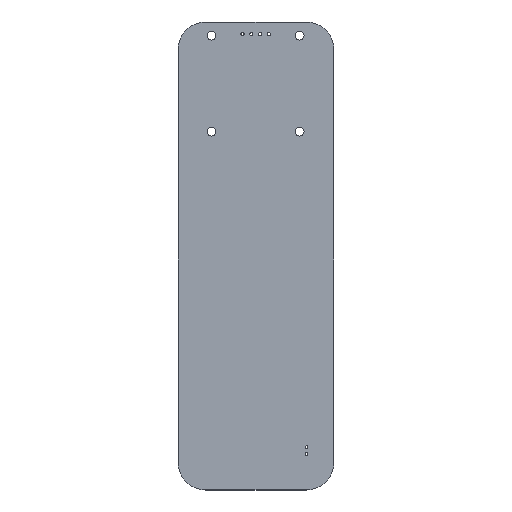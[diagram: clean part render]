
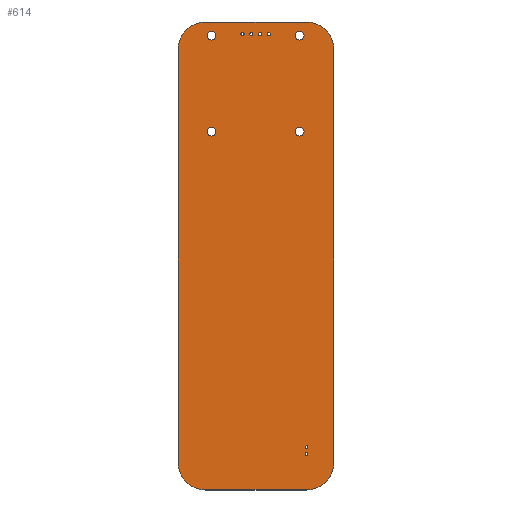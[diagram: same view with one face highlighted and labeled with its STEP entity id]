
A CAD part, top view. The second image highlights one B-rep face of the part: STEP entity #614.
In plain terms, the highlighted planar face has unit normal (0, 0, 1).
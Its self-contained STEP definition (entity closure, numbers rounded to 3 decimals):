
#33 = VERTEX_POINT('',#34);
#34 = CARTESIAN_POINT('',(60.9,-33.85,0.));
#52 = VERTEX_POINT('',#53);
#53 = CARTESIAN_POINT('',(68.9,-25.85,0.));
#59 = EDGE_CURVE('',#33,#52,#60,.T.);
#60 = CIRCLE('',#61,8.);
#61 = AXIS2_PLACEMENT_3D('',#62,#63,#64);
#62 = CARTESIAN_POINT('',(68.9,-33.85,0.));
#63 = DIRECTION('',(0.,0.,-1.));
#64 = DIRECTION('',(-1.,0.,0.));
#84 = VERTEX_POINT('',#85);
#85 = CARTESIAN_POINT('',(60.9,-152.85,0.));
#91 = EDGE_CURVE('',#33,#84,#92,.T.);
#92 = LINE('',#93,#94);
#93 = CARTESIAN_POINT('',(60.9,-33.85,0.));
#94 = VECTOR('',#95,1.);
#95 = DIRECTION('',(0.,-1.,0.));
#115 = VERTEX_POINT('',#116);
#116 = CARTESIAN_POINT('',(97.9,-25.85,0.));
#122 = EDGE_CURVE('',#52,#115,#123,.T.);
#123 = LINE('',#124,#125);
#124 = CARTESIAN_POINT('',(68.9,-25.85,0.));
#125 = VECTOR('',#126,1.);
#126 = DIRECTION('',(1.,0.,0.));
#137 = VERTEX_POINT('',#138);
#138 = CARTESIAN_POINT('',(68.9,-160.85,0.));
#154 = EDGE_CURVE('',#137,#84,#155,.T.);
#155 = CIRCLE('',#156,8.);
#156 = AXIS2_PLACEMENT_3D('',#157,#158,#159);
#157 = CARTESIAN_POINT('',(68.9,-152.85,0.));
#158 = DIRECTION('',(0.,0.,-1.));
#159 = DIRECTION('',(0.,-1.,0.));
#180 = VERTEX_POINT('',#181);
#181 = CARTESIAN_POINT('',(105.9,-33.85,0.));
#187 = EDGE_CURVE('',#115,#180,#188,.T.);
#188 = CIRCLE('',#189,8.);
#189 = AXIS2_PLACEMENT_3D('',#190,#191,#192);
#190 = CARTESIAN_POINT('',(97.9,-33.85,0.));
#191 = DIRECTION('',(0.,0.,-1.));
#192 = DIRECTION('',(0.,1.,0.));
#212 = VERTEX_POINT('',#213);
#213 = CARTESIAN_POINT('',(97.9,-160.85,0.));
#219 = EDGE_CURVE('',#137,#212,#220,.T.);
#220 = LINE('',#221,#222);
#221 = CARTESIAN_POINT('',(68.9,-160.85,0.));
#222 = VECTOR('',#223,1.);
#223 = DIRECTION('',(1.,0.,0.));
#243 = VERTEX_POINT('',#244);
#244 = CARTESIAN_POINT('',(105.9,-152.85,0.));
#250 = EDGE_CURVE('',#180,#243,#251,.T.);
#251 = LINE('',#252,#253);
#252 = CARTESIAN_POINT('',(105.9,-33.85,0.));
#253 = VECTOR('',#254,1.);
#254 = DIRECTION('',(0.,-1.,0.));
#273 = EDGE_CURVE('',#243,#212,#274,.T.);
#274 = CIRCLE('',#275,8.);
#275 = AXIS2_PLACEMENT_3D('',#276,#277,#278);
#276 = CARTESIAN_POINT('',(97.9,-152.85,0.));
#277 = DIRECTION('',(0.,0.,-1.));
#278 = DIRECTION('',(1.,0.,0.));
#289 = VERTEX_POINT('',#290);
#290 = CARTESIAN_POINT('',(85.035,-29.35,0.));
#306 = EDGE_CURVE('',#289,#289,#307,.T.);
#307 = CIRCLE('',#308,0.445);
#308 = AXIS2_PLACEMENT_3D('',#309,#310,#311);
#309 = CARTESIAN_POINT('',(84.59,-29.35,0.));
#310 = DIRECTION('',(0.,0.,1.));
#311 = DIRECTION('',(1.,0.,0.));
#322 = VERTEX_POINT('',#323);
#323 = CARTESIAN_POINT('',(87.575,-29.35,0.));
#339 = EDGE_CURVE('',#322,#322,#340,.T.);
#340 = CIRCLE('',#341,0.445);
#341 = AXIS2_PLACEMENT_3D('',#342,#343,#344);
#342 = CARTESIAN_POINT('',(87.13,-29.35,0.));
#343 = DIRECTION('',(0.,0.,1.));
#344 = DIRECTION('',(1.,0.,0.));
#355 = VERTEX_POINT('',#356);
#356 = CARTESIAN_POINT('',(97.25,-29.8,0.));
#372 = EDGE_CURVE('',#355,#355,#373,.T.);
#373 = CIRCLE('',#374,1.25);
#374 = AXIS2_PLACEMENT_3D('',#375,#376,#377);
#375 = CARTESIAN_POINT('',(96.,-29.8,0.));
#376 = DIRECTION('',(0.,0.,1.));
#377 = DIRECTION('',(1.,0.,0.));
#388 = VERTEX_POINT('',#389);
#389 = CARTESIAN_POINT('',(97.25,-57.5,0.));
#405 = EDGE_CURVE('',#388,#388,#406,.T.);
#406 = CIRCLE('',#407,1.25);
#407 = AXIS2_PLACEMENT_3D('',#408,#409,#410);
#408 = CARTESIAN_POINT('',(96.,-57.5,0.));
#409 = DIRECTION('',(0.,0.,1.));
#410 = DIRECTION('',(1.,0.,0.));
#421 = VERTEX_POINT('',#422);
#422 = CARTESIAN_POINT('',(98.,-150.125,0.));
#438 = EDGE_CURVE('',#421,#421,#439,.T.);
#439 = CIRCLE('',#440,0.375);
#440 = AXIS2_PLACEMENT_3D('',#441,#442,#443);
#441 = CARTESIAN_POINT('',(98.,-150.5,0.));
#442 = DIRECTION('',(0.,0.,1.));
#443 = DIRECTION('',(0.,1.,0.));
#454 = VERTEX_POINT('',#455);
#455 = CARTESIAN_POINT('',(98.,-148.125,0.));
#471 = EDGE_CURVE('',#454,#454,#472,.T.);
#472 = CIRCLE('',#473,0.375);
#473 = AXIS2_PLACEMENT_3D('',#474,#475,#476);
#474 = CARTESIAN_POINT('',(98.,-148.5,0.));
#475 = DIRECTION('',(0.,0.,1.));
#476 = DIRECTION('',(0.,1.,0.));
#487 = VERTEX_POINT('',#488);
#488 = CARTESIAN_POINT('',(71.85,-57.5,0.));
#504 = EDGE_CURVE('',#487,#487,#505,.T.);
#505 = CIRCLE('',#506,1.25);
#506 = AXIS2_PLACEMENT_3D('',#507,#508,#509);
#507 = CARTESIAN_POINT('',(70.6,-57.5,0.));
#508 = DIRECTION('',(0.,0.,1.));
#509 = DIRECTION('',(1.,0.,0.));
#520 = VERTEX_POINT('',#521);
#521 = CARTESIAN_POINT('',(71.85,-29.8,0.));
#537 = EDGE_CURVE('',#520,#520,#538,.T.);
#538 = CIRCLE('',#539,1.25);
#539 = AXIS2_PLACEMENT_3D('',#540,#541,#542);
#540 = CARTESIAN_POINT('',(70.6,-29.8,0.));
#541 = DIRECTION('',(0.,0.,1.));
#542 = DIRECTION('',(1.,0.,0.));
#553 = VERTEX_POINT('',#554);
#554 = CARTESIAN_POINT('',(79.955,-29.35,0.));
#570 = EDGE_CURVE('',#553,#553,#571,.T.);
#571 = CIRCLE('',#572,0.445);
#572 = AXIS2_PLACEMENT_3D('',#573,#574,#575);
#573 = CARTESIAN_POINT('',(79.51,-29.35,0.));
#574 = DIRECTION('',(0.,0.,1.));
#575 = DIRECTION('',(1.,0.,0.));
#586 = VERTEX_POINT('',#587);
#587 = CARTESIAN_POINT('',(82.495,-29.35,0.));
#603 = EDGE_CURVE('',#586,#586,#604,.T.);
#604 = CIRCLE('',#605,0.445);
#605 = AXIS2_PLACEMENT_3D('',#606,#607,#608);
#606 = CARTESIAN_POINT('',(82.05,-29.35,0.));
#607 = DIRECTION('',(0.,0.,1.));
#608 = DIRECTION('',(1.,0.,0.));
#614 = ADVANCED_FACE('',(#615,#625,#628,#631,#634,#637,#640,#643,#646,
    #649,#652),#655,.T.);
#615 = FACE_BOUND('',#616,.T.);
#616 = EDGE_LOOP('',(#617,#618,#619,#620,#621,#622,#623,#624));
#617 = ORIENTED_EDGE('',*,*,#59,.F.);
#618 = ORIENTED_EDGE('',*,*,#91,.T.);
#619 = ORIENTED_EDGE('',*,*,#154,.F.);
#620 = ORIENTED_EDGE('',*,*,#219,.T.);
#621 = ORIENTED_EDGE('',*,*,#273,.F.);
#622 = ORIENTED_EDGE('',*,*,#250,.F.);
#623 = ORIENTED_EDGE('',*,*,#187,.F.);
#624 = ORIENTED_EDGE('',*,*,#122,.F.);
#625 = FACE_BOUND('',#626,.T.);
#626 = EDGE_LOOP('',(#627));
#627 = ORIENTED_EDGE('',*,*,#306,.F.);
#628 = FACE_BOUND('',#629,.T.);
#629 = EDGE_LOOP('',(#630));
#630 = ORIENTED_EDGE('',*,*,#339,.F.);
#631 = FACE_BOUND('',#632,.T.);
#632 = EDGE_LOOP('',(#633));
#633 = ORIENTED_EDGE('',*,*,#372,.F.);
#634 = FACE_BOUND('',#635,.T.);
#635 = EDGE_LOOP('',(#636));
#636 = ORIENTED_EDGE('',*,*,#405,.F.);
#637 = FACE_BOUND('',#638,.T.);
#638 = EDGE_LOOP('',(#639));
#639 = ORIENTED_EDGE('',*,*,#438,.F.);
#640 = FACE_BOUND('',#641,.T.);
#641 = EDGE_LOOP('',(#642));
#642 = ORIENTED_EDGE('',*,*,#471,.F.);
#643 = FACE_BOUND('',#644,.T.);
#644 = EDGE_LOOP('',(#645));
#645 = ORIENTED_EDGE('',*,*,#504,.F.);
#646 = FACE_BOUND('',#647,.T.);
#647 = EDGE_LOOP('',(#648));
#648 = ORIENTED_EDGE('',*,*,#537,.F.);
#649 = FACE_BOUND('',#650,.T.);
#650 = EDGE_LOOP('',(#651));
#651 = ORIENTED_EDGE('',*,*,#570,.F.);
#652 = FACE_BOUND('',#653,.T.);
#653 = EDGE_LOOP('',(#654));
#654 = ORIENTED_EDGE('',*,*,#603,.F.);
#655 = PLANE('',#656);
#656 = AXIS2_PLACEMENT_3D('',#657,#658,#659);
#657 = CARTESIAN_POINT('',(60.9,-33.85,0.));
#658 = DIRECTION('',(0.,0.,1.));
#659 = DIRECTION('',(1.,0.,0.));
